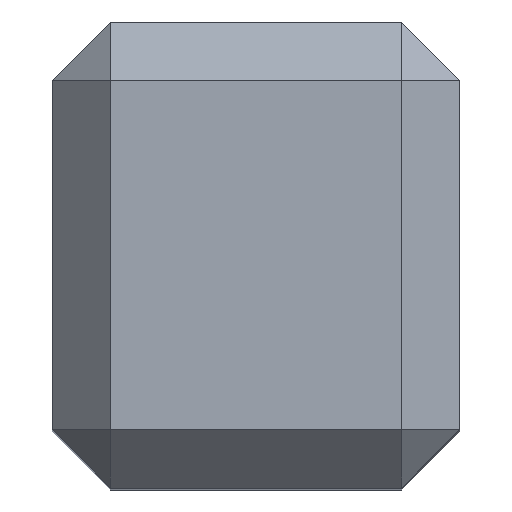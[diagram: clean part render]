
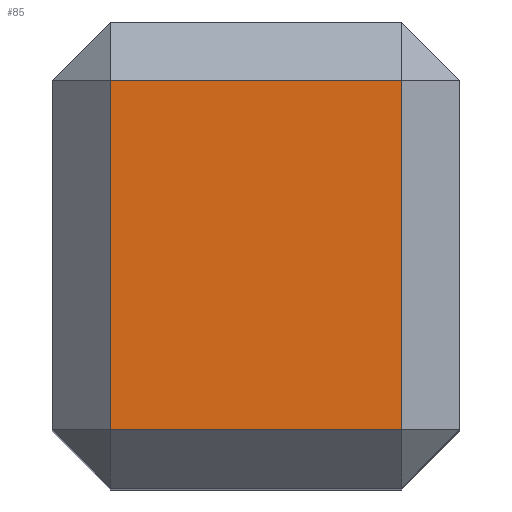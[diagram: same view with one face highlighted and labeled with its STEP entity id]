
A CAD part, top view. The second image highlights one B-rep face of the part: STEP entity #85.
In plain terms, the highlighted planar face has unit normal (0, 0, 1).
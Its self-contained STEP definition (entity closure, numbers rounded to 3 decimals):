
#85=ADVANCED_FACE('',(#316),#318,.T.);
#316=FACE_BOUND('',#317,.T.);
#317=EDGE_LOOP('',(#703,#704,#705,#706));
#318=PLANE('',#319);
#319=AXIS2_PLACEMENT_3D('',#320,#321,#322);
#320=CARTESIAN_POINT('',(0.,0.,20.));
#321=DIRECTION('',(0.,0.,1.));
#322=DIRECTION('',(0.,-1.,0.));
#703=ORIENTED_EDGE('',*,*,#861,.T.);
#704=ORIENTED_EDGE('',*,*,#862,.T.);
#705=ORIENTED_EDGE('',*,*,#863,.T.);
#706=ORIENTED_EDGE('',*,*,#864,.T.);
#861=EDGE_CURVE('',#1063,#1064,#1065,.T.);
#862=EDGE_CURVE('',#1064,#1066,#1067,.T.);
#863=EDGE_CURVE('',#1066,#1068,#1069,.T.);
#864=EDGE_CURVE('',#1068,#1063,#1070,.T.);
#1063=VERTEX_POINT('',#2271);
#1064=VERTEX_POINT('',#2272);
#1065=LINE('',#2273,#2274);
#1066=VERTEX_POINT('',#2276);
#1067=LINE('',#2277,#2278);
#1068=VERTEX_POINT('',#2280);
#1069=LINE('',#2281,#2282);
#1070=LINE('',#2284,#2285);
#2271=CARTESIAN_POINT('',(-3.,3.,20.));
#2272=CARTESIAN_POINT('',(-3.,-3.,20.));
#2273=CARTESIAN_POINT('',(-3.,3.,20.));
#2274=VECTOR('',#2275,1.);
#2275=DIRECTION('',(0.,-1.,0.));
#2276=CARTESIAN_POINT('',(2.,-3.,20.));
#2277=CARTESIAN_POINT('',(-3.,-3.,20.));
#2278=VECTOR('',#2279,1.);
#2279=DIRECTION('',(1.,0.,0.));
#2280=CARTESIAN_POINT('',(2.,3.,20.));
#2281=CARTESIAN_POINT('',(2.,-3.,20.));
#2282=VECTOR('',#2283,1.);
#2283=DIRECTION('',(0.,1.,0.));
#2284=CARTESIAN_POINT('',(2.,3.,20.));
#2285=VECTOR('',#2286,1.);
#2286=DIRECTION('',(-1.,0.,0.));
